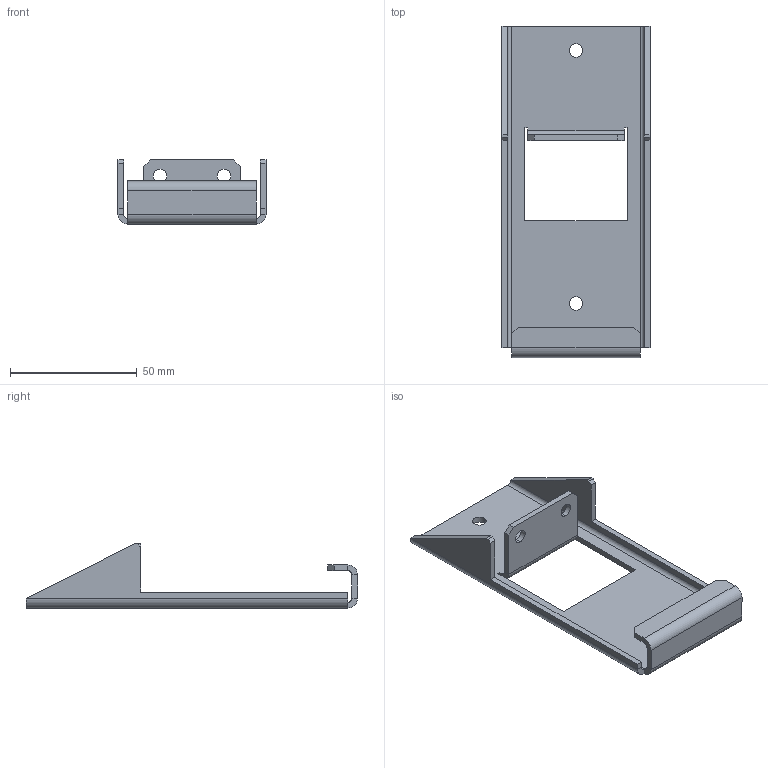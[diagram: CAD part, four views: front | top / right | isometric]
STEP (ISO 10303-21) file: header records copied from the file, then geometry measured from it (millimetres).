
FILE_DESCRIPTION (( 'STEP AP203' ), '1' );
FILE_NAME ('am-3674 - BR18 Side Bumper Bracket.STEP', '2017-11-16T19:59:47', ( '' ), ( '' ), 'SwSTEP 2.0', 'SolidWorks 2017', '' );
FILE_SCHEMA (( 'CONFIG_CONTROL_DESIGN' ));
Length unit declared in the file: inch
Products named in the file (1): am-3674 - BR18 Side Bumper Bracket
Bounding box: 58.55 x 130.87 x 25.4 mm (x, y, z)
Volume: 22215.4 mm3; surface area: 21140.4 mm2
Topology: 1 solids, 1 shells, 72 faces, 170 edges, 100 vertices
Faces by surface type: plane 54, cylinder 18
Entity records: 2109 total; most frequent: DIRECTION 352, CARTESIAN_POINT 343, ORIENTED_EDGE 340, EDGE_CURVE 170, VECTOR 134, LINE 134, AXIS2_PLACEMENT_3D 109, VERTEX_POINT 100
